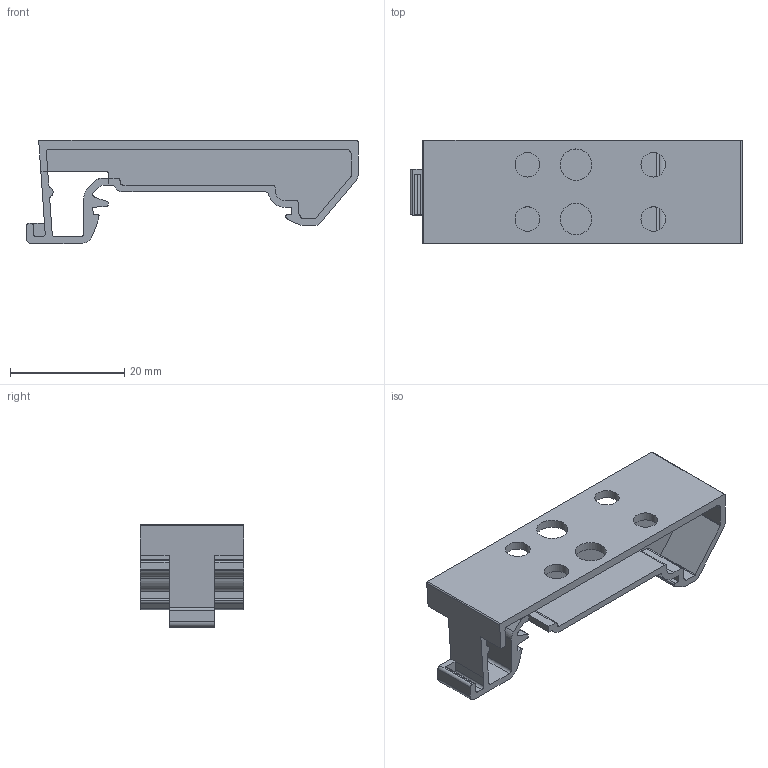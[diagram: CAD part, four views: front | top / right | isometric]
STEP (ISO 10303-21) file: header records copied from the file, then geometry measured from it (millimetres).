
FILE_DESCRIPTION( ( 'Unknown' ), '1' );
FILE_NAME( 'CMTB35.stp', 'Unknown', ( 'Unknown' ), ( 'Unknown' ), 'PSStep 15.0.49', 'Unknown', ' ' );
FILE_SCHEMA( ( 'AUTOMOTIVE_DESIGN { 1 0 10303 214 1 1 1 1 }' ) );
Length unit declared in the file: millimetre
Products named in the file (1): 1
Bounding box: 58 x 18 x 18 mm (x, y, z)
Volume: 3455.9 mm3; surface area: 5776.9 mm2
Topology: 1 solids, 1 shells, 128 faces, 389 edges, 261 vertices
Faces by surface type: cylinder 65, plane 63
Full cylindrical faces by diameter (mm): 4.3 x4, 5.5 x2
Entity records: 5414 total; most frequent: DIRECTION 768, CARTESIAN_POINT 767, ORIENTED_EDGE 760, EDGE_CURVE 380, AXIS2_PLACEMENT_3D 259, VERTEX_POINT 258, LINE 250, VECTOR 250
